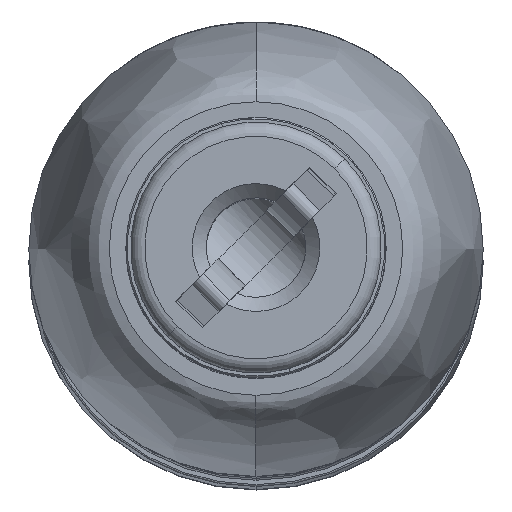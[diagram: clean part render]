
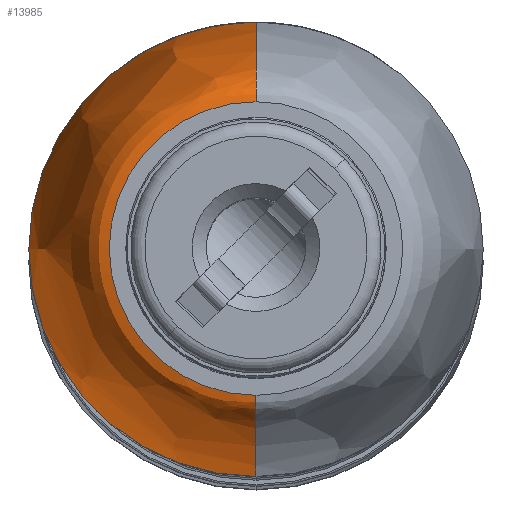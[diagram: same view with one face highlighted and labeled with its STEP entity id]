
A CAD part, top view. The second image highlights one B-rep face of the part: STEP entity #13985.
In plain terms, the highlighted free-form (B-spline) face has degree [3, 3] with [6, 4] control points.
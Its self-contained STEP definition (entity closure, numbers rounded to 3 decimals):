
#150 = CARTESIAN_POINT ( 'NONE',  ( 13.822, 0., 0. ) ) ;
#162 = CIRCLE ( 'NONE', #14348, 4.8 ) ;
#590 = CARTESIAN_POINT ( 'NONE',  ( 4.822, 3.1, -6.2 ) ) ;
#631 = CARTESIAN_POINT ( 'NONE',  ( 10.153, -4.759, 0. ) ) ;
#1177 = B_SPLINE_CURVE_WITH_KNOTS ( 'NONE', 3,
 ( #11895, #10727, #631, #8255, #3175, #4579 ),
 .UNSPECIFIED., .F., .F.,
 ( 4, 1, 1, 4 ),
 ( 0., 0.429, 0.529, 1. ),
 .UNSPECIFIED. ) ;
#1419 = EDGE_CURVE ( 'NONE', #5743, #9589, #1177, .T. ) ;
#1918 = CARTESIAN_POINT ( 'NONE',  ( 6.753, -4.294, 0. ) ) ;
#2091 = CARTESIAN_POINT ( 'NONE',  ( 13.398, 4.8, -9.6 ) ) ;
#2096 = CARTESIAN_POINT ( 'NONE',  ( 13.822, 0., 0. ) ) ;
#3069 = CARTESIAN_POINT ( 'NONE',  ( 13.822, -4.8, 0. ) ) ;
#3147 = CARTESIAN_POINT ( 'NONE',  ( 10.153, 4.759, 0. ) ) ;
#3175 = CARTESIAN_POINT ( 'NONE',  ( 4.822, -3.71, 0. ) ) ;
#3318 = CARTESIAN_POINT ( 'NONE',  ( 4.822, -3.1, -6.2 ) ) ;
#3451 = AXIS2_PLACEMENT_3D ( 'NONE', #3827, #13934, #15098 ) ;
#3564 = CARTESIAN_POINT ( 'NONE',  ( 13.822, 4.8, 0. ) ) ;
#3790 = DIRECTION ( 'NONE',  ( -1., 0., 0. ) ) ;
#3827 = CARTESIAN_POINT ( 'NONE',  ( 4.822, 0., 0. ) ) ;
#4289 = AXIS2_PLACEMENT_3D ( 'NONE', #2096, #11865, #12207 ) ;
#4298 = CARTESIAN_POINT ( 'NONE',  ( 13.822, 4.8, -9.6 ) ) ;
#4299 = B_SPLINE_CURVE_WITH_KNOTS ( 'NONE', 3,
 ( #7941, #14376, #5411, #10414, #11910, #13135 ),
 .UNSPECIFIED., .F., .F.,
 ( 4, 1, 1, 4 ),
 ( 0., 0.429, 0.529, 1. ),
 .UNSPECIFIED. ) ;
#4467 = CARTESIAN_POINT ( 'NONE',  ( 10.153, -4.759, -9.518 ) ) ;
#4579 = CARTESIAN_POINT ( 'NONE',  ( 4.822, -3.1, 0. ) ) ;
#4886 = VERTEX_POINT ( 'NONE', #11855 ) ;
#5411 = CARTESIAN_POINT ( 'NONE',  ( 10.153, 4.759, 0. ) ) ;
#5522 = CARTESIAN_POINT ( 'NONE',  ( 10.153, 4.759, -9.518 ) ) ;
#5605 = CARTESIAN_POINT ( 'NONE',  ( 4.822, -3.1, 0. ) ) ;
#5690 = CARTESIAN_POINT ( 'NONE',  ( 10.153, -4.759, 0. ) ) ;
#5743 = VERTEX_POINT ( 'NONE', #7818 ) ;
#5769 = CARTESIAN_POINT ( 'NONE',  ( 13.398, 4.8, 0. ) ) ;
#7604 =( BOUNDED_SURFACE ( )  B_SPLINE_SURFACE ( 3, 3, ( 
 ( #15736, #4298, #13258, #3069 ),
 ( #5769, #2091, #15817, #14416 ),
 ( #3147, #5522, #4467, #5690 ),
 ( #13092, #15568, #13172, #1918 ),
 ( #9538, #12112, #11859, #14573 ),
 ( #14488, #590, #3318, #5605 ) ),
 .UNSPECIFIED., .F., .F., .F. ) 
 B_SPLINE_SURFACE_WITH_KNOTS ( ( 4, 1, 1, 4 ),
 ( 4, 4 ),
 ( 0., 0.429, 0.529, 1. ),
 ( 0., 1. ),
 .UNSPECIFIED. ) 
 GEOMETRIC_REPRESENTATION_ITEM ( )  RATIONAL_B_SPLINE_SURFACE ( (
 ( 1., 0.333, 0.333, 1.),
 ( 1., 0.333, 0.333, 1.),
 ( 1., 0.333, 0.333, 1.),
 ( 1., 0.333, 0.333, 1.),
 ( 1., 0.333, 0.333, 1.),
 ( 1., 0.333, 0.333, 1.) ) ) 
 REPRESENTATION_ITEM ( '' )  SURFACE ( )  );
#7818 = CARTESIAN_POINT ( 'NONE',  ( 13.822, -4.8, 0. ) ) ;
#7941 = CARTESIAN_POINT ( 'NONE',  ( 13.822, 4.8, 0. ) ) ;
#8255 = CARTESIAN_POINT ( 'NONE',  ( 6.753, -4.294, 0. ) ) ;
#8692 = EDGE_LOOP ( 'NONE', ( #14634, #11872, #11330, #13713, #12019 ) ) ;
#9538 = CARTESIAN_POINT ( 'NONE',  ( 4.822, 3.71, 0. ) ) ;
#9589 = VERTEX_POINT ( 'NONE', #12652 ) ;
#9641 = EDGE_CURVE ( 'NONE', #4886, #5743, #162, .T. ) ;
#9846 = VERTEX_POINT ( 'NONE', #15193 ) ;
#10414 = CARTESIAN_POINT ( 'NONE',  ( 6.753, 4.294, 0. ) ) ;
#10454 = EDGE_CURVE ( 'NONE', #14127, #9846, #4299, .T. ) ;
#10528 = FACE_OUTER_BOUND ( 'NONE', #8692, .T. ) ;
#10727 = CARTESIAN_POINT ( 'NONE',  ( 13.398, -4.8, 0. ) ) ;
#11101 = CIRCLE ( 'NONE', #4289, 4.8 ) ;
#11330 = ORIENTED_EDGE ( 'NONE', *, *, #13486, .F. ) ;
#11855 = CARTESIAN_POINT ( 'NONE',  ( 13.822, 0., -4.8 ) ) ;
#11859 = CARTESIAN_POINT ( 'NONE',  ( 4.822, -3.71, -7.421 ) ) ;
#11865 = DIRECTION ( 'NONE',  ( -1., 0., 0. ) ) ;
#11872 = ORIENTED_EDGE ( 'NONE', *, *, #1419, .T. ) ;
#11895 = CARTESIAN_POINT ( 'NONE',  ( 13.822, -4.8, 0. ) ) ;
#11910 = CARTESIAN_POINT ( 'NONE',  ( 4.822, 3.71, 0. ) ) ;
#12019 = ORIENTED_EDGE ( 'NONE', *, *, #16121, .T. ) ;
#12112 = CARTESIAN_POINT ( 'NONE',  ( 4.822, 3.71, -7.421 ) ) ;
#12207 = DIRECTION ( 'NONE',  ( 0., 0., 1. ) ) ;
#12640 = CIRCLE ( 'NONE', #3451, 3.1 ) ;
#12652 = CARTESIAN_POINT ( 'NONE',  ( 4.822, -3.1, 0. ) ) ;
#13092 = CARTESIAN_POINT ( 'NONE',  ( 6.753, 4.294, 0. ) ) ;
#13135 = CARTESIAN_POINT ( 'NONE',  ( 4.822, 3.1, 0. ) ) ;
#13172 = CARTESIAN_POINT ( 'NONE',  ( 6.753, -4.294, -8.588 ) ) ;
#13258 = CARTESIAN_POINT ( 'NONE',  ( 13.822, -4.8, -9.6 ) ) ;
#13486 = EDGE_CURVE ( 'NONE', #9846, #9589, #12640, .T. ) ;
#13713 = ORIENTED_EDGE ( 'NONE', *, *, #10454, .F. ) ;
#13934 = DIRECTION ( 'NONE',  ( -1., 0., 0. ) ) ;
#13985 = ADVANCED_FACE ( 'NONE', ( #10528 ), #7604, .F. ) ;
#14127 = VERTEX_POINT ( 'NONE', #3564 ) ;
#14348 = AXIS2_PLACEMENT_3D ( 'NONE', #150, #3790, #16300 ) ;
#14376 = CARTESIAN_POINT ( 'NONE',  ( 13.398, 4.8, 0. ) ) ;
#14416 = CARTESIAN_POINT ( 'NONE',  ( 13.398, -4.8, 0. ) ) ;
#14488 = CARTESIAN_POINT ( 'NONE',  ( 4.822, 3.1, 0. ) ) ;
#14573 = CARTESIAN_POINT ( 'NONE',  ( 4.822, -3.71, 0. ) ) ;
#14634 = ORIENTED_EDGE ( 'NONE', *, *, #9641, .T. ) ;
#15098 = DIRECTION ( 'NONE',  ( 0., 0., 1. ) ) ;
#15193 = CARTESIAN_POINT ( 'NONE',  ( 4.822, 3.1, 0. ) ) ;
#15568 = CARTESIAN_POINT ( 'NONE',  ( 6.753, 4.294, -8.588 ) ) ;
#15736 = CARTESIAN_POINT ( 'NONE',  ( 13.822, 4.8, 0. ) ) ;
#15817 = CARTESIAN_POINT ( 'NONE',  ( 13.398, -4.8, -9.6 ) ) ;
#16121 = EDGE_CURVE ( 'NONE', #14127, #4886, #11101, .T. ) ;
#16300 = DIRECTION ( 'NONE',  ( 0., 0., 1. ) ) ;
